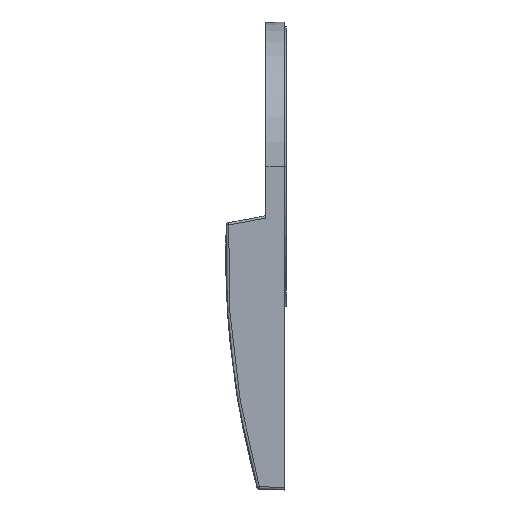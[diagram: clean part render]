
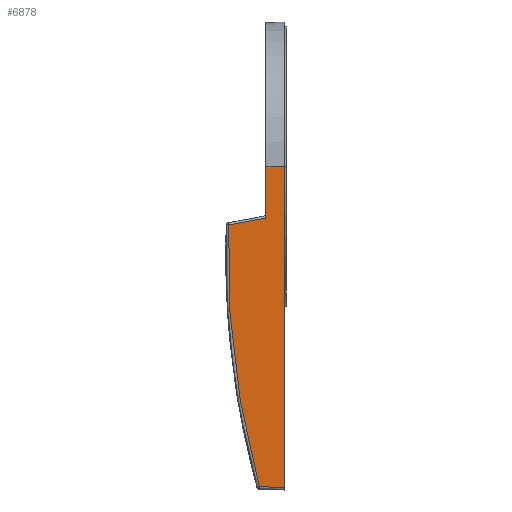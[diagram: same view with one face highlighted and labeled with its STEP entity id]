
A CAD part, left-side view. The second image highlights one B-rep face of the part: STEP entity #6878.
In plain terms, the highlighted planar face has unit normal (-0.999, 0.035, 0).
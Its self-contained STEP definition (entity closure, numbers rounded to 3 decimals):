
#2=DIRECTION('',(-0.035,-0.999,0.));
#3=VECTOR('',#2,1.901);
#4=CARTESIAN_POINT('',(-24.805,1.9,0.));
#5=LINE('',#4,#3);
#6=DIRECTION('',(0.,0.,-1.));
#7=VECTOR('',#6,32.781);
#8=CARTESIAN_POINT('',(-24.871,0.,0.));
#9=LINE('',#8,#7);
#19=DIRECTION('',(-0.035,-0.999,-0.035));
#20=VECTOR('',#19,2.578);
#21=CARTESIAN_POINT('',(-24.781,2.575,-32.691));
#22=LINE('',#21,#20);
#1191=DIRECTION('',(0.,0.,-1.));
#1192=VECTOR('',#1191,5.242);
#1193=CARTESIAN_POINT('',(-24.805,1.9,0.));
#1194=LINE('',#1193,#1192);
#1735=CARTESIAN_POINT('',(-24.672,5.704,
-5.951));
#1736=CARTESIAN_POINT('',(-24.669,5.783,
-8.203));
#1737=CARTESIAN_POINT('',(-24.67,5.771,
-12.701));
#1738=CARTESIAN_POINT('',(-24.688,5.24,
-19.449));
#1739=CARTESIAN_POINT('',(-24.725,4.198,
-26.142));
#1740=CARTESIAN_POINT('',(-24.761,3.171,
-30.519));
#1741=CARTESIAN_POINT('',(-24.781,2.575,
-32.691));
#1771=CARTESIAN_POINT('',(-24.805,1.9,
-5.242));
#1773=CARTESIAN_POINT('',(-24.805,1.9,
-5.242));
#1774=CARTESIAN_POINT('',(-24.784,2.513,
-5.364));
#1775=CARTESIAN_POINT('',(-24.74,3.759,
-5.604));
#1776=CARTESIAN_POINT('',(-24.695,5.049,
-5.836));
#1777=CARTESIAN_POINT('',(-24.672,5.704,
-5.951));
#5877=CARTESIAN_POINT('',(-24.871,0.,0.));
#5879=VERTEX_POINT('',#5877);
#5881=CARTESIAN_POINT('',(-24.805,1.9,0.));
#5883=VERTEX_POINT('',#5881);
#5899=VERTEX_POINT('',#1771);
#5905=CARTESIAN_POINT('',(-24.781,2.575,
-32.691));
#5906=CARTESIAN_POINT('',(-24.871,0.,-32.781));
#5907=VERTEX_POINT('',#5905);
#5908=VERTEX_POINT('',#5906);
#5920=VERTEX_POINT('',#1735);
#6859=CARTESIAN_POINT('',(-24.805,1.9,1.834));
#6860=DIRECTION('',(0.999,-0.035,0.));
#6861=DIRECTION('',(0.,0.,-1.));
#6862=AXIS2_PLACEMENT_3D('',#6859,#6860,#6861);
#6863=PLANE('',#6862);
#6865=ORIENTED_EDGE('',*,*,#6864,.F.);
#6867=ORIENTED_EDGE('',*,*,#6866,.F.);
#6869=ORIENTED_EDGE('',*,*,#6868,.F.);
#6871=ORIENTED_EDGE('',*,*,#6870,.F.);
#6873=ORIENTED_EDGE('',*,*,#6872,.T.);
#6875=ORIENTED_EDGE('',*,*,#6874,.T.);
#6876=EDGE_LOOP('',(#6865,#6867,#6869,#6871,#6873,#6875));
#6877=FACE_OUTER_BOUND('',#6876,.F.);
#6878=ADVANCED_FACE('',(#6877),#6863,.F.);
#1742=B_SPLINE_CURVE_WITH_KNOTS('',3,(#1735,#1736,#1737,#1738,#1739,#1740,
#1741),.UNSPECIFIED.,.F.,.F.,(4,1,1,1,4),(0.,0.25,0.5,0.75,1.),
.UNSPECIFIED.);
#1778=B_SPLINE_CURVE_WITH_KNOTS('',3,(#1773,#1774,#1775,#1776,#1777),
.UNSPECIFIED.,.F.,.F.,(4,1,4),(0.,0.5,1.),.UNSPECIFIED.);
#6864=EDGE_CURVE('',#5907,#5908,#22,.T.);
#6866=EDGE_CURVE('',#5920,#5907,#1742,.T.);
#6868=EDGE_CURVE('',#5899,#5920,#1778,.T.);
#6870=EDGE_CURVE('',#5883,#5899,#1194,.T.);
#6872=EDGE_CURVE('',#5883,#5879,#5,.T.);
#6874=EDGE_CURVE('',#5879,#5908,#9,.T.);
